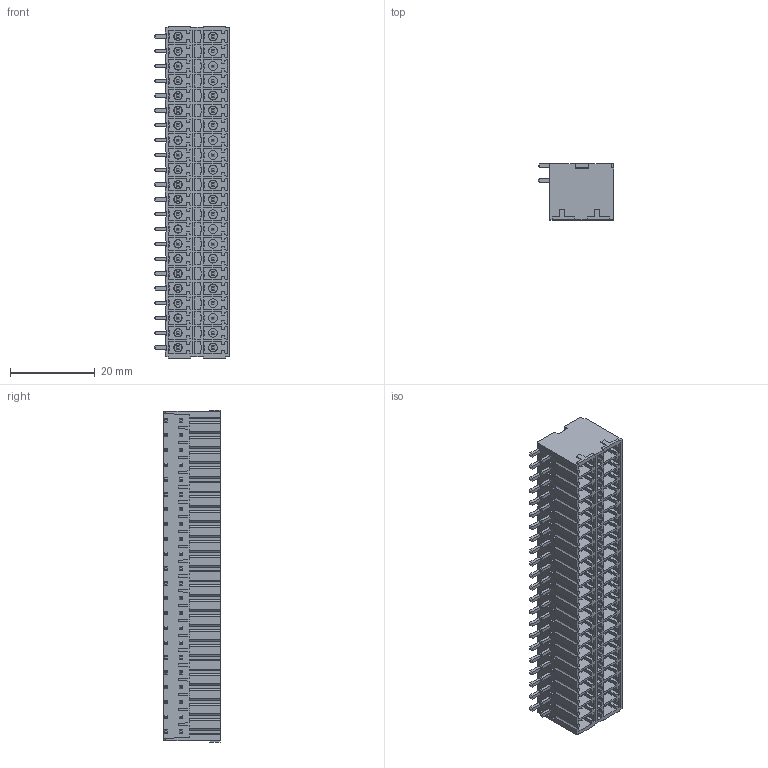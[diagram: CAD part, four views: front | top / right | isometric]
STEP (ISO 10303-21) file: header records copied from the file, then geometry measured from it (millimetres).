
FILE_DESCRIPTION((''),'2;1');
FILE_NAME('TLPHDC-007R-1','2024-09-14T10:38:20',('sheji109'),(''),'CREO PARAMETRIC BY PTC INC, 2018100','CREO PARAMETRIC BY PTC INC, 2018100','');
FILE_SCHEMA(('AUTOMOTIVE_DESIGN { 1 0 10303 214 1 1 1 1 }'));
Products named in the file (1): TLPHDC-007R-1
Bounding box: 17.8 x 13.3 x 78.4 mm (x, y, z)
Volume: 10625.3 mm3; surface area: 13587.5 mm2
Topology: 1 solids, 1 shells, 2396 faces, 6236 edges, 4040 vertices
Faces by surface type: plane 2130, cylinder 178, cone 88
Entity records: 72198 total; most frequent: CARTESIAN_POINT 13118, ORIENTED_EDGE 12472, DIRECTION 11424, EDGE_CURVE 6236, VECTOR 5660, LINE 5660, VERTEX_POINT 4040, AXIS2_PLACEMENT_3D 2882
